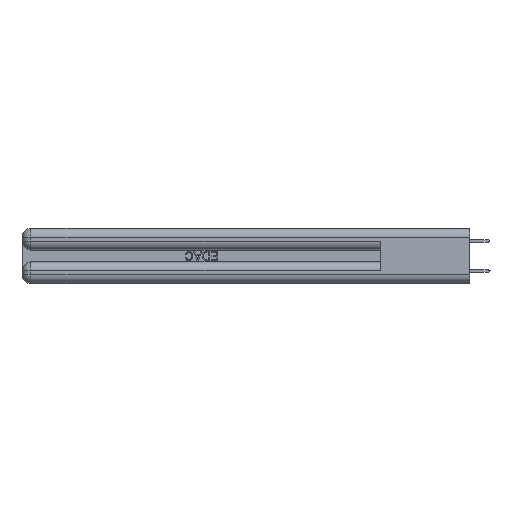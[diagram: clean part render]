
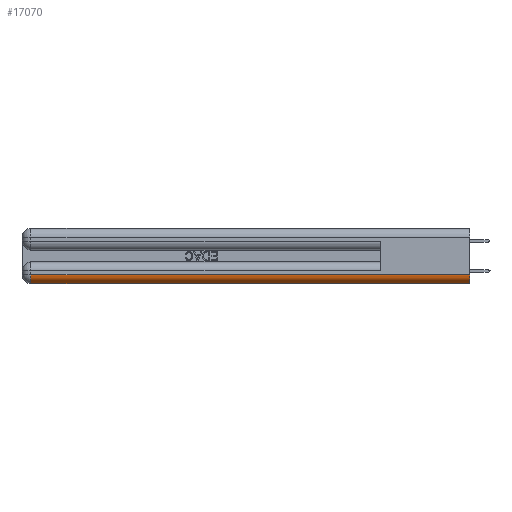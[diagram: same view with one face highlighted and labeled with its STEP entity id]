
A CAD part, left-side view. The second image highlights one B-rep face of the part: STEP entity #17070.
In plain terms, the highlighted cylindrical face has radius 1.524 mm (diameter 3.048 mm), a partial arc.
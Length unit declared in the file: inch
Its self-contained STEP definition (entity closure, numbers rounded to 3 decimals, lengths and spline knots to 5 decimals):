
#184 = AXIS2_PLACEMENT_3D ( 'NONE', #32212, #25109, #36537 ) ;
#2768 = LINE ( 'NONE', #37723, #29308 ) ;
#3500 = EDGE_CURVE ( 'NONE', #31787, #17410, #10275, .T. ) ;
#3845 = DIRECTION ( 'NONE',  ( 0., 0., 1. ) ) ;
#4045 = ORIENTED_EDGE ( 'NONE', *, *, #3500, .F. ) ;
#4294 = DIRECTION ( 'NONE',  ( 0., -1., 0. ) ) ;
#5599 = CARTESIAN_POINT ( 'NONE',  ( 0., 0., 0.06 ) ) ;
#6889 = CARTESIAN_POINT ( 'NONE',  ( 0.06, 2.94, 0.06 ) ) ;
#7603 = CARTESIAN_POINT ( 'NONE',  ( 0.06, 2.94, 0. ) ) ;
#9030 = EDGE_CURVE ( 'NONE', #29508, #31787, #2768, .T. ) ;
#10275 = CIRCLE ( 'NONE', #39585, 0.06 ) ;
#11287 = DIRECTION ( 'NONE',  ( 0., 1., 0. ) ) ;
#11507 = EDGE_LOOP ( 'NONE', ( #4045, #16710, #18045, #32269 ) ) ;
#11509 = CARTESIAN_POINT ( 'NONE',  ( 0.06, 0., 0. ) ) ;
#14768 = FACE_OUTER_BOUND ( 'NONE', #11507, .T. ) ;
#16710 = ORIENTED_EDGE ( 'NONE', *, *, #9030, .F. ) ;
#17070 = ADVANCED_FACE ( 'NONE', ( #14768 ), #36319, .T. ) ;
#17410 = VERTEX_POINT ( 'NONE', #11509 ) ;
#17890 = CARTESIAN_POINT ( 'NONE',  ( 0.06, 3., 0. ) ) ;
#18045 = ORIENTED_EDGE ( 'NONE', *, *, #41493, .F. ) ;
#18147 = CARTESIAN_POINT ( 'NONE',  ( 0.06, 0., 0.06 ) ) ;
#22871 = CIRCLE ( 'NONE', #30912, 0.06 ) ;
#24250 = VERTEX_POINT ( 'NONE', #7603 ) ;
#25109 = DIRECTION ( 'NONE',  ( 0., 1., 0. ) ) ;
#29308 = VECTOR ( 'NONE', #41155, 39.37008 ) ;
#29508 = VERTEX_POINT ( 'NONE', #38459 ) ;
#30912 = AXIS2_PLACEMENT_3D ( 'NONE', #6889, #11287, #35376 ) ;
#31432 = LINE ( 'NONE', #17890, #38878 ) ;
#31787 = VERTEX_POINT ( 'NONE', #5599 ) ;
#31890 = DIRECTION ( 'NONE',  ( 0., 1., 0. ) ) ;
#32212 = CARTESIAN_POINT ( 'NONE',  ( 0.06, 0., 0.06 ) ) ;
#32269 = ORIENTED_EDGE ( 'NONE', *, *, #39701, .F. ) ;
#35376 = DIRECTION ( 'NONE',  ( 0., 0., 1. ) ) ;
#36319 = CYLINDRICAL_SURFACE ( 'NONE', #184, 0.06 ) ;
#36537 = DIRECTION ( 'NONE',  ( 0., 0., 1. ) ) ;
#37723 = CARTESIAN_POINT ( 'NONE',  ( 0., 0., 0.06 ) ) ;
#38459 = CARTESIAN_POINT ( 'NONE',  ( 0., 2.94, 0.06 ) ) ;
#38878 = VECTOR ( 'NONE', #31890, 39.37008 ) ;
#39585 = AXIS2_PLACEMENT_3D ( 'NONE', #18147, #4294, #3845 ) ;
#39701 = EDGE_CURVE ( 'NONE', #17410, #24250, #31432, .T. ) ;
#41155 = DIRECTION ( 'NONE',  ( 0., -1., 0. ) ) ;
#41493 = EDGE_CURVE ( 'NONE', #24250, #29508, #22871, .T. ) ;
